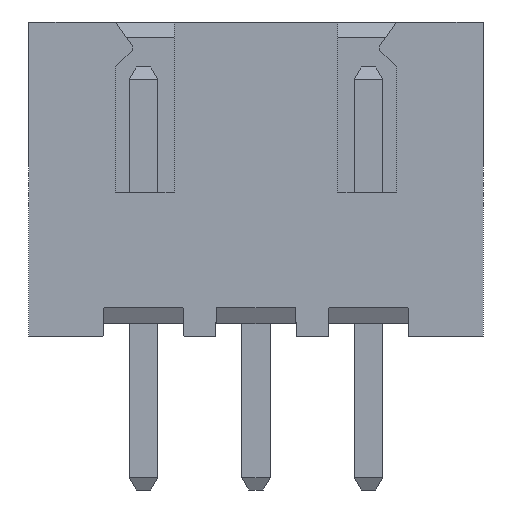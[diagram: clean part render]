
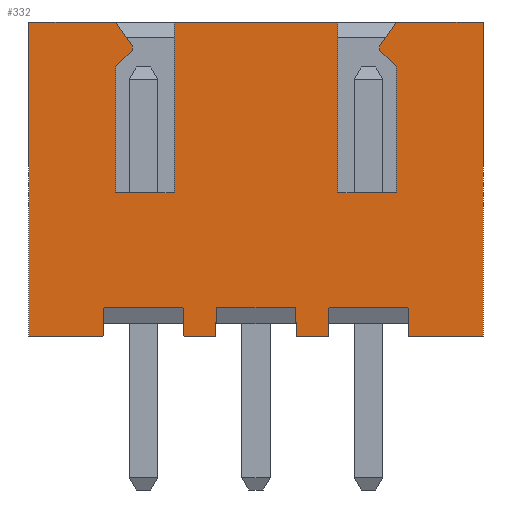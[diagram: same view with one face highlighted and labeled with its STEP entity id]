
A CAD part, front view. The second image highlights one B-rep face of the part: STEP entity #332.
In plain terms, the highlighted planar face has unit normal (0, -1, 0).
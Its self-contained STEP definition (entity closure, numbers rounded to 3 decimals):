
#332=ADVANCED_FACE('',(#929),#931,.T.);
#929=FACE_BOUND('',#930,.T.);
#930=EDGE_LOOP('',(#1396,#1397,#1398,#1399,#1400,#1401,#1402,#1403,#1404,#1405,#1406,
#1407,#1408,#1409,#1410,#1411,#1412,#1413,#1414,#1415,#1416,#1417,#1418,#1419,#1420,
#1421,#1422,#1423,#1424,#1425));
#931=PLANE('',#932);
#932=AXIS2_PLACEMENT_3D('',#933,#934,#935);
#933=CARTESIAN_POINT('',(-7.55,-2.35,0.));
#934=DIRECTION('',(0.,-1.,0.));
#935=DIRECTION('',(1.,0.,0.));
#1396=ORIENTED_EDGE('',*,*,#1743,.T.);
#1397=ORIENTED_EDGE('',*,*,#1710,.T.);
#1398=ORIENTED_EDGE('',*,*,#1735,.T.);
#1399=ORIENTED_EDGE('',*,*,#1744,.T.);
#1400=ORIENTED_EDGE('',*,*,#1745,.T.);
#1401=ORIENTED_EDGE('',*,*,#1746,.T.);
#1402=ORIENTED_EDGE('',*,*,#1747,.T.);
#1403=ORIENTED_EDGE('',*,*,#1748,.T.);
#1404=ORIENTED_EDGE('',*,*,#1749,.F.);
#1405=ORIENTED_EDGE('',*,*,#1750,.T.);
#1406=ORIENTED_EDGE('',*,*,#1751,.T.);
#1407=ORIENTED_EDGE('',*,*,#1752,.T.);
#1408=ORIENTED_EDGE('',*,*,#1753,.T.);
#1409=ORIENTED_EDGE('',*,*,#1754,.T.);
#1410=ORIENTED_EDGE('',*,*,#1755,.T.);
#1411=ORIENTED_EDGE('',*,*,#1756,.F.);
#1412=ORIENTED_EDGE('',*,*,#1757,.T.);
#1413=ORIENTED_EDGE('',*,*,#1758,.T.);
#1414=ORIENTED_EDGE('',*,*,#1759,.T.);
#1415=ORIENTED_EDGE('',*,*,#1760,.T.);
#1416=ORIENTED_EDGE('',*,*,#1761,.T.);
#1417=ORIENTED_EDGE('',*,*,#1762,.T.);
#1418=ORIENTED_EDGE('',*,*,#1763,.F.);
#1419=ORIENTED_EDGE('',*,*,#1764,.F.);
#1420=ORIENTED_EDGE('',*,*,#1737,.T.);
#1421=ORIENTED_EDGE('',*,*,#1706,.T.);
#1422=ORIENTED_EDGE('',*,*,#1765,.T.);
#1423=ORIENTED_EDGE('',*,*,#1698,.T.);
#1424=ORIENTED_EDGE('',*,*,#1736,.T.);
#1425=ORIENTED_EDGE('',*,*,#1718,.T.);
#1698=EDGE_CURVE('',#1883,#1884,#1885,.F.);
#1706=EDGE_CURVE('',#1900,#1898,#1901,.F.);
#1710=EDGE_CURVE('',#1907,#1908,#1909,.F.);
#1718=EDGE_CURVE('',#1924,#1922,#1925,.F.);
#1735=EDGE_CURVE('',#1908,#1951,#1953,.T.);
#1736=EDGE_CURVE('',#1884,#1924,#1954,.T.);
#1737=EDGE_CURVE('',#1955,#1900,#1956,.T.);
#1743=EDGE_CURVE('',#1922,#1907,#1962,.F.);
#1744=EDGE_CURVE('',#1951,#1963,#1964,.F.);
#1745=EDGE_CURVE('',#1963,#1965,#1966,.F.);
#1746=EDGE_CURVE('',#1965,#1967,#1968,.F.);
#1747=EDGE_CURVE('',#1967,#1969,#1970,.T.);
#1748=EDGE_CURVE('',#1969,#1971,#1972,.T.);
#1749=EDGE_CURVE('',#1973,#1971,#1974,.T.);
#1750=EDGE_CURVE('',#1973,#1975,#1976,.F.);
#1751=EDGE_CURVE('',#1975,#1977,#1978,.F.);
#1752=EDGE_CURVE('',#1977,#1979,#1980,.F.);
#1753=EDGE_CURVE('',#1979,#1981,#1982,.F.);
#1754=EDGE_CURVE('',#1981,#1983,#1984,.F.);
#1755=EDGE_CURVE('',#1983,#1985,#1986,.F.);
#1756=EDGE_CURVE('',#1987,#1985,#1988,.T.);
#1757=EDGE_CURVE('',#1987,#1989,#1990,.F.);
#1758=EDGE_CURVE('',#1989,#1991,#1992,.F.);
#1759=EDGE_CURVE('',#1991,#1993,#1994,.F.);
#1760=EDGE_CURVE('',#1993,#1995,#1996,.F.);
#1761=EDGE_CURVE('',#1995,#1997,#1998,.F.);
#1762=EDGE_CURVE('',#1997,#1999,#2000,.F.);
#1763=EDGE_CURVE('',#2001,#1999,#2002,.T.);
#1764=EDGE_CURVE('',#1955,#2001,#2003,.T.);
#1765=EDGE_CURVE('',#1898,#1883,#2004,.F.);
#1883=VERTEX_POINT('',#2188);
#1884=VERTEX_POINT('',#2189);
#1885=LINE('',#2190,#2191);
#1898=VERTEX_POINT('',#2217);
#1900=VERTEX_POINT('',#2221);
#1901=LINE('',#2222,#2223);
#1907=VERTEX_POINT('',#2236);
#1908=VERTEX_POINT('',#2237);
#1909=LINE('',#2238,#2239);
#1922=VERTEX_POINT('',#2265);
#1924=VERTEX_POINT('',#2269);
#1925=LINE('',#2270,#2271);
#1951=VERTEX_POINT('',#2328);
#1953=LINE('',#2332,#2333);
#1954=LINE('',#2335,#2336);
#1955=VERTEX_POINT('',#2338);
#1956=LINE('',#2339,#2340);
#1962=LINE('',#2357,#2358);
#1963=VERTEX_POINT('',#2360);
#1964=LINE('',#2361,#2362);
#1965=VERTEX_POINT('',#2364);
#1966=LINE('',#2365,#2366);
#1967=VERTEX_POINT('',#2368);
#1968=LINE('',#2369,#2370);
#1969=VERTEX_POINT('',#2372);
#1970=LINE('',#2373,#2374);
#1971=VERTEX_POINT('',#2376);
#1972=LINE('',#2377,#2378);
#1973=VERTEX_POINT('',#2380);
#1974=LINE('',#2381,#2382);
#1975=VERTEX_POINT('',#2384);
#1976=LINE('',#2385,#2386);
#1977=VERTEX_POINT('',#2388);
#1978=LINE('',#2389,#2390);
#1979=VERTEX_POINT('',#2392);
#1980=LINE('',#2393,#2394);
#1981=VERTEX_POINT('',#2396);
#1982=LINE('',#2397,#2398);
#1983=VERTEX_POINT('',#2400);
#1984=LINE('',#2401,#2402);
#1985=VERTEX_POINT('',#2404);
#1986=LINE('',#2405,#2406);
#1987=VERTEX_POINT('',#2408);
#1988=LINE('',#2409,#2410);
#1989=VERTEX_POINT('',#2412);
#1990=LINE('',#2413,#2414);
#1991=VERTEX_POINT('',#2416);
#1992=LINE('',#2417,#2418);
#1993=VERTEX_POINT('',#2420);
#1994=LINE('',#2421,#2422);
#1995=VERTEX_POINT('',#2424);
#1996=LINE('',#2425,#2426);
#1997=VERTEX_POINT('',#2428);
#1998=LINE('',#2429,#2430);
#1999=VERTEX_POINT('',#2432);
#2000=LINE('',#2433,#2434);
#2001=VERTEX_POINT('',#2436);
#2002=LINE('',#2437,#2438);
#2003=LINE('',#2440,#2441);
#2004=LINE('',#2443,#2444);
#2188=CARTESIAN_POINT('',(-4.123,-2.35,0.65));
#2189=CARTESIAN_POINT('',(-4.1,-2.35,0.));
#2190=CARTESIAN_POINT('',(-4.1,-2.35,0.));
#2191=VECTOR('',#2192,1.);
#2192=DIRECTION('',(-0.035,0.,0.999));
#2217=CARTESIAN_POINT('',(-5.877,-2.35,0.65));
#2221=CARTESIAN_POINT('',(-5.9,-2.35,0.));
#2222=CARTESIAN_POINT('',(-5.877,-2.35,0.65));
#2223=VECTOR('',#2224,1.);
#2224=DIRECTION('',(-0.035,0.,-0.999));
#2236=CARTESIAN_POINT('',(-1.623,-2.35,0.65));
#2237=CARTESIAN_POINT('',(-1.6,-2.35,0.));
#2238=CARTESIAN_POINT('',(-1.6,-2.35,0.));
#2239=VECTOR('',#2240,1.);
#2240=DIRECTION('',(-0.035,0.,0.999));
#2265=CARTESIAN_POINT('',(-3.377,-2.35,0.65));
#2269=CARTESIAN_POINT('',(-3.4,-2.35,0.));
#2270=CARTESIAN_POINT('',(-3.377,-2.35,0.65));
#2271=VECTOR('',#2272,1.);
#2272=DIRECTION('',(-0.035,0.,-0.999));
#2328=CARTESIAN_POINT('',(-0.9,-2.35,0.));
#2332=CARTESIAN_POINT('',(-1.6,-2.35,0.));
#2333=VECTOR('',#2334,1.);
#2334=DIRECTION('',(1.,0.,0.));
#2335=CARTESIAN_POINT('',(-4.1,-2.35,0.));
#2336=VECTOR('',#2337,1.);
#2337=DIRECTION('',(1.,0.,0.));
#2338=CARTESIAN_POINT('',(-7.55,-2.35,0.));
#2339=CARTESIAN_POINT('',(-7.55,-2.35,0.));
#2340=VECTOR('',#2341,1.);
#2341=DIRECTION('',(1.,0.,0.));
#2357=CARTESIAN_POINT('',(-1.623,-2.35,0.65));
#2358=VECTOR('',#2359,1.);
#2359=DIRECTION('',(-1.,0.,0.));
#2360=CARTESIAN_POINT('',(-0.877,-2.35,0.65));
#2361=CARTESIAN_POINT('',(-0.877,-2.35,0.65));
#2362=VECTOR('',#2363,1.);
#2363=DIRECTION('',(-0.035,0.,-0.999));
#2364=CARTESIAN_POINT('',(0.877,-2.35,0.65));
#2365=CARTESIAN_POINT('',(0.877,-2.35,0.65));
#2366=VECTOR('',#2367,1.);
#2367=DIRECTION('',(-1.,0.,0.));
#2368=CARTESIAN_POINT('',(0.9,-2.35,0.));
#2369=CARTESIAN_POINT('',(0.9,-2.35,0.));
#2370=VECTOR('',#2371,1.);
#2371=DIRECTION('',(-0.035,0.,0.999));
#2372=CARTESIAN_POINT('',(2.55,-2.35,0.));
#2373=CARTESIAN_POINT('',(0.9,-2.35,0.));
#2374=VECTOR('',#2375,1.);
#2375=DIRECTION('',(1.,0.,0.));
#2376=CARTESIAN_POINT('',(2.55,-2.35,7.));
#2377=CARTESIAN_POINT('',(2.55,-2.35,0.));
#2378=VECTOR('',#2379,1.);
#2379=DIRECTION('',(0.,0.,1.));
#2380=CARTESIAN_POINT('',(0.621,-2.35,7.));
#2381=CARTESIAN_POINT('',(0.621,-2.35,7.));
#2382=VECTOR('',#2383,1.);
#2383=DIRECTION('',(1.,0.,0.));
#2384=CARTESIAN_POINT('',(0.25,-2.35,6.471));
#2385=CARTESIAN_POINT('',(0.25,-2.35,6.471));
#2386=VECTOR('',#2387,1.);
#2387=DIRECTION('',(0.574,0.,0.819));
#2388=CARTESIAN_POINT('',(0.25,-2.35,6.371));
#2389=CARTESIAN_POINT('',(0.25,-2.35,6.371));
#2390=VECTOR('',#2391,1.);
#2391=DIRECTION('',(0.,0.,1.));
#2392=CARTESIAN_POINT('',(0.621,-2.35,6.));
#2393=CARTESIAN_POINT('',(0.621,-2.35,6.));
#2394=VECTOR('',#2395,1.);
#2395=DIRECTION('',(-0.707,0.,0.707));
#2396=CARTESIAN_POINT('',(0.621,-2.35,3.2));
#2397=CARTESIAN_POINT('',(0.621,-2.35,3.2));
#2398=VECTOR('',#2399,1.);
#2399=DIRECTION('',(0.,0.,1.));
#2400=CARTESIAN_POINT('',(-0.679,-2.35,3.2));
#2401=CARTESIAN_POINT('',(-0.679,-2.35,3.2));
#2402=VECTOR('',#2403,1.);
#2403=DIRECTION('',(1.,0.,0.));
#2404=CARTESIAN_POINT('',(-0.679,-2.35,7.));
#2405=CARTESIAN_POINT('',(-0.679,-2.35,7.));
#2406=VECTOR('',#2407,1.);
#2407=DIRECTION('',(0.,0.,-1.));
#2408=CARTESIAN_POINT('',(-4.321,-2.35,7.));
#2409=CARTESIAN_POINT('',(-4.321,-2.35,7.));
#2410=VECTOR('',#2411,1.);
#2411=DIRECTION('',(1.,0.,0.));
#2412=CARTESIAN_POINT('',(-4.321,-2.35,3.2));
#2413=CARTESIAN_POINT('',(-4.321,-2.35,3.2));
#2414=VECTOR('',#2415,1.);
#2415=DIRECTION('',(0.,0.,1.));
#2416=CARTESIAN_POINT('',(-5.621,-2.35,3.2));
#2417=CARTESIAN_POINT('',(-5.621,-2.35,3.2));
#2418=VECTOR('',#2419,1.);
#2419=DIRECTION('',(1.,0.,0.));
#2420=CARTESIAN_POINT('',(-5.621,-2.35,6.));
#2421=CARTESIAN_POINT('',(-5.621,-2.35,6.));
#2422=VECTOR('',#2423,1.);
#2423=DIRECTION('',(0.,0.,-1.));
#2424=CARTESIAN_POINT('',(-5.25,-2.35,6.371));
#2425=CARTESIAN_POINT('',(-5.25,-2.35,6.371));
#2426=VECTOR('',#2427,1.);
#2427=DIRECTION('',(-0.707,0.,-0.707));
#2428=CARTESIAN_POINT('',(-5.25,-2.35,6.471));
#2429=CARTESIAN_POINT('',(-5.25,-2.35,6.471));
#2430=VECTOR('',#2431,1.);
#2431=DIRECTION('',(0.,0.,-1.));
#2432=CARTESIAN_POINT('',(-5.621,-2.35,7.));
#2433=CARTESIAN_POINT('',(-5.621,-2.35,7.));
#2434=VECTOR('',#2435,1.);
#2435=DIRECTION('',(0.574,0.,-0.819));
#2436=CARTESIAN_POINT('',(-7.55,-2.35,7.));
#2437=CARTESIAN_POINT('',(-7.55,-2.35,7.));
#2438=VECTOR('',#2439,1.);
#2439=DIRECTION('',(1.,0.,0.));
#2440=CARTESIAN_POINT('',(-7.55,-2.35,0.));
#2441=VECTOR('',#2442,1.);
#2442=DIRECTION('',(0.,0.,1.));
#2443=CARTESIAN_POINT('',(-4.123,-2.35,0.65));
#2444=VECTOR('',#2445,1.);
#2445=DIRECTION('',(-1.,0.,0.));
